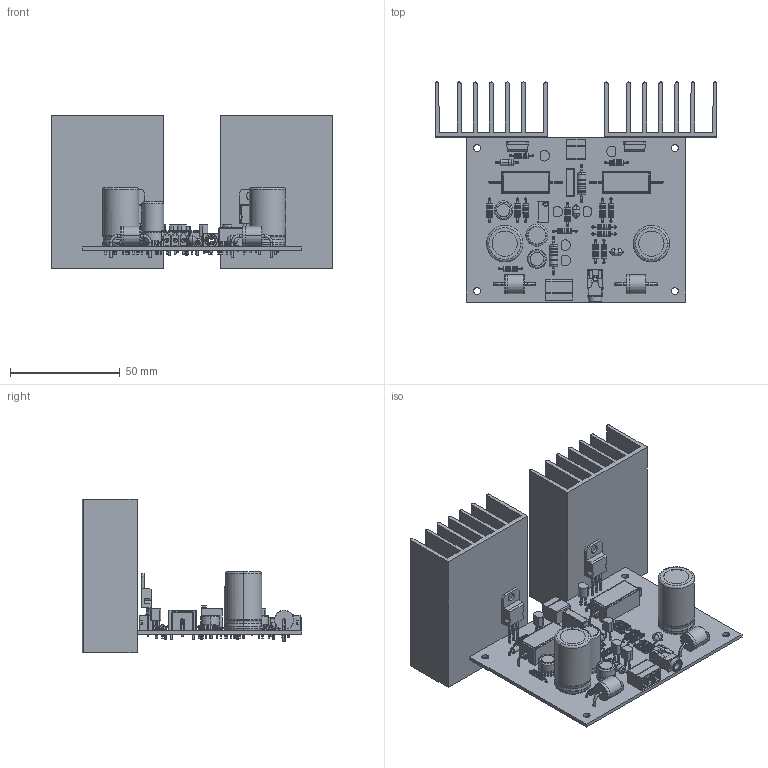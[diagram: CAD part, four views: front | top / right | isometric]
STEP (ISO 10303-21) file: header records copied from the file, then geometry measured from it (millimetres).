
FILE_DESCRIPTION(('Open CASCADE Model'),'2;1');
FILE_NAME('Open CASCADE Shape Model','2023-11-30T20:26:21',('Author'),( 'Open CASCADE'),'Open CASCADE STEP processor 6.8','Open CASCADE 6.8' ,'Unknown');
FILE_SCHEMA(('AUTOMOTIVE_DESIGN { 1 0 10303 214 1 1 1 1 }'));
Length unit declared in the file: millimetre
Products named in the file (79): PCB; Board; Open CASCADE STEP translator 6.8 1.1.1; XP2; 15EDGRC-3.81-03P-14-00A(H)_RGB5220458; XP1; 15EDGRC-3.81-02P-14-00A(H)_RGB5220458; XS1; Audio_Jack_3.5_mm__Cliff_FC68125; Telo_konektora; Kontakt_most; Kontakt_1; Kontakt_2; VT7; User_Library-TO-220-4; User_Library-TO-220-4_Case_TO-220_____________; User_Library-TO-220-4_Rad_Case_TO-220_____________; VT8; User_Library-TO-92B; VT6; VT5; VT4; VT3; VT2; VT1; VD3; R6,_axial; VD1; VD2; User_Library-DO-41_375mil; Fillet001; Fillet; DO_41_375mil001; DO_41_375mil; DO_41_375mil003; R18; RES1016-630X250; Open CASCADE STEP translator 6.8 1.16.1.1; Open CASCADE STEP translator 6.8 1.16.1.2; R17 ...
Assembly tree (104 placements, depth 4):
  PCB
    Board
      Open CASCADE STEP translator 6.8 1.1.1
    XP2
      15EDGRC-3.81-03P-14-00A(H)_RGB5220458
    XP1
      15EDGRC-3.81-02P-14-00A(H)_RGB5220458
    XS1
      Audio_Jack_3.5_mm__Cliff_FC68125
        Telo_konektora
        Kontakt_most
        Kontakt_1
        Kontakt_2
    VT7
      User_Library-TO-220-4
        User_Library-TO-220-4_Case_TO-220_____________
        User_Library-TO-220-4_Rad_Case_TO-220_____________
    VT8
      User_Library-TO-92B
    VT6
      User_Library-TO-92B
    VT5
      User_Library-TO-92B
    VT4
      User_Library-TO-92B
    VT3
      User_Library-TO-92B
    VT2
      User_Library-TO-92B
    VT1
      User_Library-TO-220-4
        User_Library-TO-220-4_Case_TO-220_____________
        User_Library-TO-220-4_Rad_Case_TO-220_____________
    VD3
      R6,_axial
    VD1
      R6,_axial
    VD2
      User_Library-DO-41_375mil
        Fillet001
        Fillet
        DO_41_375mil001
        DO_41_375mil
        DO_41_375mil003
    R18
      RES1016-630X250
        Open CASCADE STEP translator 6.8 1.16.1.1
        Open CASCADE STEP translator 6.8 1.16.1.2
    R17
      RES1016-630X250
        Open CASCADE STEP translator 6.8 1.16.1.1
        Open CASCADE STEP translator 6.8 1.16.1.2
    R16
      RES1016-630X250
        Open CASCADE STEP translator 6.8 1.16.1.1
        Open CASCADE STEP translator 6.8 1.16.1.2
    R15
      RES1016-630X250
        Open CASCADE STEP translator 6.8 1.16.1.1
        Open CASCADE STEP translator 6.8 1.16.1.2
Bounding box: 128 x 100 x 70 mm (x, y, z)
Volume: 88103.7 mm3; surface area: 95730.4 mm2
Topology: 306 solids, 306 shells, 3333 faces, 7807 edges, 5217 vertices
Faces by surface type: plane 1977, cylinder 931, bspline 196, torus 190, sphere 20, cone 17, revolution 2
Full cylindrical faces by diameter (mm): 1 x89, 1.1 x2, 1.5 x9, 3 x1, 3.2 x4, 3.6 x1, 6 x1
Entity records: 69983 total; most frequent: CARTESIAN_POINT 11686, DIRECTION 9728, ORIENTED_EDGE 9696, EDGE_CURVE 4848, LINE 3635, VECTOR 3635, VERTEX_POINT 3169, AXIS2_PLACEMENT_3D 3046
